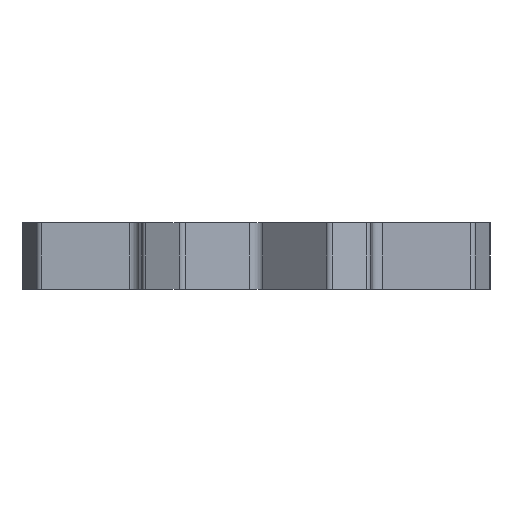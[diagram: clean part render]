
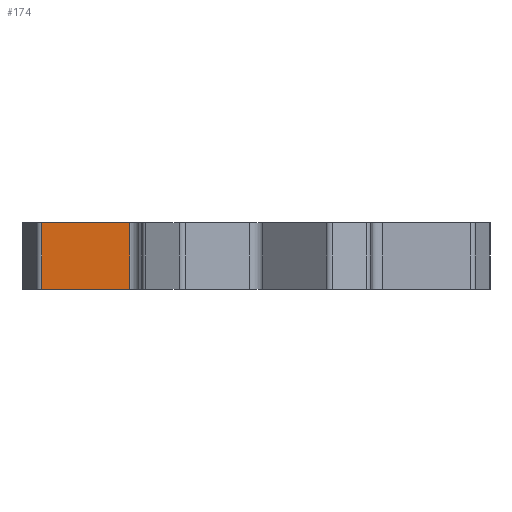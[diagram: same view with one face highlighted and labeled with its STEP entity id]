
A CAD part, left-side view. The second image highlights one B-rep face of the part: STEP entity #174.
In plain terms, the highlighted planar face has unit normal (-0.999, 0.035, 0).
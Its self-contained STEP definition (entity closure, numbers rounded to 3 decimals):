
#174=ADVANCED_FACE('',(#618),#620,.T.);
#618=FACE_BOUND('',#619,.T.);
#619=EDGE_LOOP('',(#1032,#1033,#1034,#1035));
#620=PLANE('',#621);
#621=AXIS2_PLACEMENT_3D('',#622,#623,#624);
#622=CARTESIAN_POINT('',(-12.116,22.745,0.));
#623=DIRECTION('',(-0.999,0.034,0.));
#624=DIRECTION('',(-0.034,-0.999,0.));
#1032=ORIENTED_EDGE('',*,*,#1194,.T.);
#1033=ORIENTED_EDGE('',*,*,#1296,.T.);
#1034=ORIENTED_EDGE('',*,*,#1271,.F.);
#1035=ORIENTED_EDGE('',*,*,#1297,.F.);
#1194=EDGE_CURVE('',#1355,#1353,#1356,.T.);
#1271=EDGE_CURVE('',#1507,#1509,#1510,.T.);
#1296=EDGE_CURVE('',#1353,#1509,#1546,.T.);
#1297=EDGE_CURVE('',#1355,#1507,#1547,.T.);
#1353=VERTEX_POINT('',#1625);
#1355=VERTEX_POINT('',#1630);
#1356=LINE('',#1631,#1632);
#1507=VERTEX_POINT('',#1972);
#1509=VERTEX_POINT('',#1977);
#1510=LINE('',#1978,#1979);
#1546=LINE('',#2070,#2071);
#1547=LINE('',#2073,#2074);
#1625=CARTESIAN_POINT('',(-12.438,13.408,0.));
#1630=CARTESIAN_POINT('',(-12.116,22.745,0.));
#1631=CARTESIAN_POINT('',(-12.116,22.745,0.));
#1632=VECTOR('',#1633,1.);
#1633=DIRECTION('',(-0.034,-0.999,0.));
#1972=CARTESIAN_POINT('',(-12.116,22.745,7.));
#1977=CARTESIAN_POINT('',(-12.438,13.408,7.));
#1978=CARTESIAN_POINT('',(-12.116,22.745,7.));
#1979=VECTOR('',#1980,1.);
#1980=DIRECTION('',(-0.034,-0.999,0.));
#2070=CARTESIAN_POINT('',(-12.438,13.408,0.));
#2071=VECTOR('',#2072,1.);
#2072=DIRECTION('',(0.,0.,1.));
#2073=CARTESIAN_POINT('',(-12.116,22.745,0.));
#2074=VECTOR('',#2075,1.);
#2075=DIRECTION('',(0.,0.,1.));
